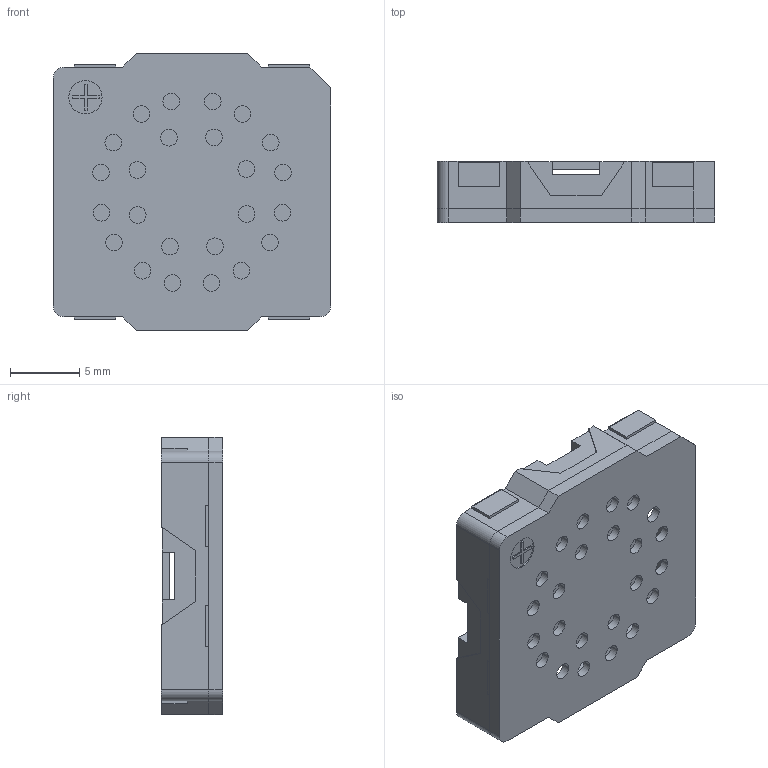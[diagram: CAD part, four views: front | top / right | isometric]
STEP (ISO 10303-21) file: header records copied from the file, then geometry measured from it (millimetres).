
FILE_DESCRIPTION((''),'2;1');
FILE_NAME('KAAG20008C-10A_ASM','2021-11-09T14:55:13',('fanchengpeng'),(''),'CREO PARAMETRIC BY PTC INC, 2018500','CREO PARAMETRIC BY PTC INC, 2018500','');
FILE_SCHEMA(('CONFIG_CONTROL_DESIGN'));
Length unit declared in the file: millimetre
Products named in the file (7): SHANG; 00; PRT0001; PRT0002; PRT0003; XIA; KAAG20008C-10A_ASM
Assembly tree (6 placements, depth 2):
  KAAG20008C-10A_ASM
    SHANG
    00
    PRT0001
    PRT0002
    PRT0003
    XIA
Bounding box: 20 x 4.4 x 20 mm (x, y, z)
Volume: 574.6 mm3; surface area: 2119.6 mm2
Topology: 6 solids, 6 shells, 263 faces, 755 edges, 500 vertices
Faces by surface type: plane 170, cylinder 91, cone 2
Entity records: 8912 total; most frequent: CARTESIAN_POINT 1534, ORIENTED_EDGE 1510, DIRECTION 1494, EDGE_CURVE 755, VECTOR 566, LINE 566, VERTEX_POINT 500, AXIS2_PLACEMENT_3D 464
